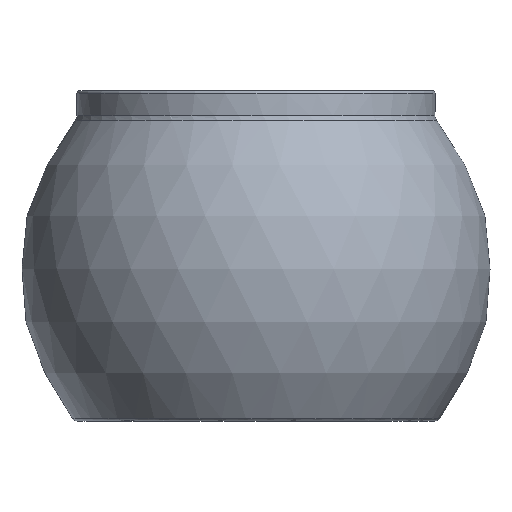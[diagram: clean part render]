
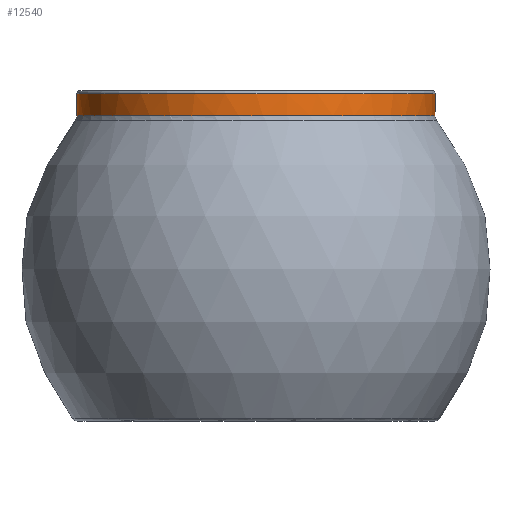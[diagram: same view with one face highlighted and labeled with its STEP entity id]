
A CAD part, front view. The second image highlights one B-rep face of the part: STEP entity #12540.
In plain terms, the highlighted cylindrical face has radius 12.896 mm (diameter 25.792 mm), a full revolution.
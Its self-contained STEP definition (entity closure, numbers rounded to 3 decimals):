
#3453 = ( BOUNDED_SURFACE() B_SPLINE_SURFACE(2,14,(
    (#3454,#3455,#3456,#3457,#3458,#3459,#3460,#3461,#3462,#3463,#3464
      ,#3465,#3466,#3467,#3468)
    ,(#3469,#3470,#3471,#3472,#3473,#3474,#3475,#3476,#3477,#3478,#3479
      ,#3480,#3481,#3482,#3483)
    ,(#3484,#3485,#3486,#3487,#3488,#3489,#3490,#3491,#3492,#3493,#3494
      ,#3495,#3496,#3497,#3498
)),.UNSPECIFIED.,.F.,.F.,.F.) B_SPLINE_SURFACE_WITH_KNOTS((3,3),(15,15),
  (0.,81.027),(0.,81.027),.PIECEWISE_BEZIER_KNOTS.) 
GEOMETRIC_REPRESENTATION_ITEM() RATIONAL_B_SPLINE_SURFACE((
    (1.,1.,1.,1.,1.,1.
      ,1.,1.,1.,1.
      ,1.,1.,1.,1.,1.)
    ,(0.94,0.94,0.94,0.94
      ,0.94,0.94,0.94,0.94
      ,0.94,0.94,0.94,0.94
      ,0.94,0.94,0.94)
    ,(1.,1.,1.,1.,1.,1.
      ,1.,1.,1.,1.
,1.,1.,1.,1.,1.
))) REPRESENTATION_ITEM('') SURFACE() );
#3454 = CARTESIAN_POINT('',(0.,13.012,21.862)
  );
#3455 = CARTESIAN_POINT('',(5.755,13.012,
    21.862));
#3456 = CARTESIAN_POINT('',(11.633,10.271,
    21.862));
#3457 = CARTESIAN_POINT('',(16.101,4.596,
    21.862));
#3458 = CARTESIAN_POINT('',(17.57,-3.145,
    21.862));
#3459 = CARTESIAN_POINT('',(14.663,-11.163,
    21.862));
#3460 = CARTESIAN_POINT('',(8.906,-16.542,
    21.862));
#3461 = CARTESIAN_POINT('',(0.,-19.945,21.862
    ));
#3462 = CARTESIAN_POINT('',(-8.906,-16.542,
    21.862));
#3463 = CARTESIAN_POINT('',(-14.663,-11.163,
    21.862));
#3464 = CARTESIAN_POINT('',(-17.57,-3.145,
    21.862));
#3465 = CARTESIAN_POINT('',(-16.101,4.596,
    21.862));
#3466 = CARTESIAN_POINT('',(-11.633,10.271,
    21.862));
#3467 = CARTESIAN_POINT('',(-5.755,13.012,
    21.862));
#3468 = CARTESIAN_POINT('',(0.,13.012,21.862)
  );
#3469 = CARTESIAN_POINT('',(0.,12.896,22.001));
#3470 = CARTESIAN_POINT('',(5.704,12.896,
    22.001));
#3471 = CARTESIAN_POINT('',(11.529,10.179,
    22.001));
#3472 = CARTESIAN_POINT('',(15.958,4.555,
    22.001));
#3473 = CARTESIAN_POINT('',(17.414,-3.117,
    22.001));
#3474 = CARTESIAN_POINT('',(14.532,-11.063,
    22.001));
#3475 = CARTESIAN_POINT('',(8.826,-16.394,
    22.001));
#3476 = CARTESIAN_POINT('',(0.,-19.767,22.001)
  );
#3477 = CARTESIAN_POINT('',(-8.826,-16.394,
    22.001));
#3478 = CARTESIAN_POINT('',(-14.532,-11.063,
    22.001));
#3479 = CARTESIAN_POINT('',(-17.414,-3.117,
    22.001));
#3480 = CARTESIAN_POINT('',(-15.958,4.555,22.001
    ));
#3481 = CARTESIAN_POINT('',(-11.529,10.179,
    22.001));
#3482 = CARTESIAN_POINT('',(-5.704,12.896,
    22.001));
#3483 = CARTESIAN_POINT('',(0.,12.896,22.001));
#3484 = CARTESIAN_POINT('',(0.,12.896,22.183)
  );
#3485 = CARTESIAN_POINT('',(5.704,12.896,
    22.183));
#3486 = CARTESIAN_POINT('',(11.529,10.179,
    22.183));
#3487 = CARTESIAN_POINT('',(15.958,4.555,
    22.183));
#3488 = CARTESIAN_POINT('',(17.414,-3.117,
    22.183));
#3489 = CARTESIAN_POINT('',(14.532,-11.063,
    22.183));
#3490 = CARTESIAN_POINT('',(8.826,-16.394,
    22.183));
#3491 = CARTESIAN_POINT('',(0.,-19.767,22.183
    ));
#3492 = CARTESIAN_POINT('',(-8.826,-16.394,
    22.183));
#3493 = CARTESIAN_POINT('',(-14.532,-11.063,
    22.183));
#3494 = CARTESIAN_POINT('',(-17.414,-3.117,
    22.183));
#3495 = CARTESIAN_POINT('',(-15.958,4.555,
    22.183));
#3496 = CARTESIAN_POINT('',(-11.529,10.179,
    22.183));
#3497 = CARTESIAN_POINT('',(-5.704,12.896,
    22.183));
#3498 = CARTESIAN_POINT('',(0.,12.896,22.183)
  );
#6264 = VERTEX_POINT('',#6265);
#6265 = CARTESIAN_POINT('',(0.,12.896,22.183));
#6286 = EDGE_CURVE('',#6264,#6264,#6287,.T.);
#6287 = SURFACE_CURVE('',#6288,(#6304,#6311),.PCURVE_S1.);
#6288 = ( BOUNDED_CURVE() B_SPLINE_CURVE(14,(#6289,#6290,#6291,#6292,
    #6293,#6294,#6295,#6296,#6297,#6298,#6299,#6300,#6301,#6302,#6303),
.UNSPECIFIED.,.T.,.F.) B_SPLINE_CURVE_WITH_KNOTS((15,15),(0.,
81.027),.PIECEWISE_BEZIER_KNOTS.) CURVE() 
GEOMETRIC_REPRESENTATION_ITEM() RATIONAL_B_SPLINE_CURVE((1.,1.,1.,
    1.,1.,1.,1.,
    1.,1.,1.,1.,
1.,1.,1.,1.)) REPRESENTATION_ITEM('') );
#6289 = CARTESIAN_POINT('',(0.,12.896,22.183)
  );
#6290 = CARTESIAN_POINT('',(5.704,12.896,
    22.183));
#6291 = CARTESIAN_POINT('',(11.529,10.179,
    22.183));
#6292 = CARTESIAN_POINT('',(15.958,4.555,
    22.183));
#6293 = CARTESIAN_POINT('',(17.414,-3.117,
    22.183));
#6294 = CARTESIAN_POINT('',(14.532,-11.063,
    22.183));
#6295 = CARTESIAN_POINT('',(8.826,-16.394,
    22.183));
#6296 = CARTESIAN_POINT('',(0.,-19.767,22.183
    ));
#6297 = CARTESIAN_POINT('',(-8.826,-16.394,
    22.183));
#6298 = CARTESIAN_POINT('',(-14.532,-11.063,
    22.183));
#6299 = CARTESIAN_POINT('',(-17.414,-3.117,
    22.183));
#6300 = CARTESIAN_POINT('',(-15.958,4.555,
    22.183));
#6301 = CARTESIAN_POINT('',(-11.529,10.179,
    22.183));
#6302 = CARTESIAN_POINT('',(-5.704,12.896,
    22.183));
#6303 = CARTESIAN_POINT('',(0.,12.896,22.183)
  );
#6304 = PCURVE('',#3453,#6305);
#6305 = DEFINITIONAL_REPRESENTATION('',(#6306),#6310);
#6306 = LINE('',#6307,#6308);
#6307 = CARTESIAN_POINT('',(81.027,0.));
#6308 = VECTOR('',#6309,1.);
#6309 = DIRECTION('',(0.,1.));
#6310 = ( GEOMETRIC_REPRESENTATION_CONTEXT(2) 
PARAMETRIC_REPRESENTATION_CONTEXT() REPRESENTATION_CONTEXT('2D SPACE',''
  ) );
#6311 = PCURVE('',#6312,#6317);
#6312 = CYLINDRICAL_SURFACE('',#6313,12.896);
#6313 = AXIS2_PLACEMENT_3D('',#6314,#6315,#6316);
#6314 = CARTESIAN_POINT('',(0.,0.,22.));
#6315 = DIRECTION('',(0.,0.,1.));
#6316 = DIRECTION('',(0.,1.,0.));
#6317 = DEFINITIONAL_REPRESENTATION('',(#6318),#6339);
#6318 = B_SPLINE_CURVE_WITH_KNOTS('',10,(#6319,#6320,#6321,#6322,#6323,
    #6324,#6325,#6326,#6327,#6328,#6329,#6330,#6331,#6332,#6333,#6334,
    #6335,#6336,#6337,#6338),.UNSPECIFIED.,.F.,.F.,(11,9,11),(0.,
    40.513,81.027),.UNSPECIFIED.);
#6319 = CARTESIAN_POINT('',(0.,0.183));
#6320 = CARTESIAN_POINT('',(-0.31,0.183));
#6321 = CARTESIAN_POINT('',(-0.624,0.183));
#6322 = CARTESIAN_POINT('',(-0.94,0.183));
#6323 = CARTESIAN_POINT('',(-1.256,0.183));
#6324 = CARTESIAN_POINT('',(-1.57,0.183));
#6325 = CARTESIAN_POINT('',(-1.885,0.183));
#6326 = CARTESIAN_POINT('',(-2.199,0.183));
#6327 = CARTESIAN_POINT('',(-2.513,0.183));
#6328 = CARTESIAN_POINT('',(-2.827,0.183));
#6329 = CARTESIAN_POINT('',(-3.456,0.183));
#6330 = CARTESIAN_POINT('',(-3.77,0.183));
#6331 = CARTESIAN_POINT('',(-4.084,0.183));
#6332 = CARTESIAN_POINT('',(-4.398,0.183));
#6333 = CARTESIAN_POINT('',(-4.713,0.183));
#6334 = CARTESIAN_POINT('',(-5.027,0.183));
#6335 = CARTESIAN_POINT('',(-5.343,0.183));
#6336 = CARTESIAN_POINT('',(-5.659,0.183));
#6337 = CARTESIAN_POINT('',(-5.974,0.183));
#6338 = CARTESIAN_POINT('',(-6.283,0.183));
#6339 = ( GEOMETRIC_REPRESENTATION_CONTEXT(2) 
PARAMETRIC_REPRESENTATION_CONTEXT() REPRESENTATION_CONTEXT('2D SPACE',''
  ) );
#10468 = TOROIDAL_SURFACE('',#10469,12.696,0.2);
#10469 = AXIS2_PLACEMENT_3D('',#10470,#10471,#10472);
#10470 = CARTESIAN_POINT('',(0.,0.,23.8));
#10471 = DIRECTION('',(0.,0.,-1.));
#10472 = DIRECTION('',(0.,1.,0.));
#12540 = ADVANCED_FACE('',(#12541),#6312,.T.);
#12541 = FACE_BOUND('',#12542,.F.);
#12542 = EDGE_LOOP('',(#12543,#12566,#12567,#12568));
#12543 = ORIENTED_EDGE('',*,*,#12544,.F.);
#12544 = EDGE_CURVE('',#6264,#12545,#12547,.T.);
#12545 = VERTEX_POINT('',#12546);
#12546 = CARTESIAN_POINT('',(0.,12.896,23.8));
#12547 = SEAM_CURVE('',#12548,(#12552,#12559),.PCURVE_S1.);
#12548 = LINE('',#12549,#12550);
#12549 = CARTESIAN_POINT('',(0.,12.896,22.));
#12550 = VECTOR('',#12551,1.);
#12551 = DIRECTION('',(0.,0.,1.));
#12552 = PCURVE('',#6312,#12553);
#12553 = DEFINITIONAL_REPRESENTATION('',(#12554),#12558);
#12554 = LINE('',#12555,#12556);
#12555 = CARTESIAN_POINT('',(-0.,0.));
#12556 = VECTOR('',#12557,1.);
#12557 = DIRECTION('',(-0.,1.));
#12558 = ( GEOMETRIC_REPRESENTATION_CONTEXT(2) 
PARAMETRIC_REPRESENTATION_CONTEXT() REPRESENTATION_CONTEXT('2D SPACE',''
  ) );
#12559 = PCURVE('',#6312,#12560);
#12560 = DEFINITIONAL_REPRESENTATION('',(#12561),#12565);
#12561 = LINE('',#12562,#12563);
#12562 = CARTESIAN_POINT('',(-6.283,0.));
#12563 = VECTOR('',#12564,1.);
#12564 = DIRECTION('',(-0.,1.));
#12565 = ( GEOMETRIC_REPRESENTATION_CONTEXT(2) 
PARAMETRIC_REPRESENTATION_CONTEXT() REPRESENTATION_CONTEXT('2D SPACE',''
  ) );
#12566 = ORIENTED_EDGE('',*,*,#6286,.T.);
#12567 = ORIENTED_EDGE('',*,*,#12544,.T.);
#12568 = ORIENTED_EDGE('',*,*,#12569,.F.);
#12569 = EDGE_CURVE('',#12545,#12545,#12570,.T.);
#12570 = SURFACE_CURVE('',#12571,(#12576,#12583),.PCURVE_S1.);
#12571 = CIRCLE('',#12572,12.896);
#12572 = AXIS2_PLACEMENT_3D('',#12573,#12574,#12575);
#12573 = CARTESIAN_POINT('',(0.,0.,23.8));
#12574 = DIRECTION('',(0.,0.,-1.));
#12575 = DIRECTION('',(0.,1.,0.));
#12576 = PCURVE('',#6312,#12577);
#12577 = DEFINITIONAL_REPRESENTATION('',(#12578),#12582);
#12578 = LINE('',#12579,#12580);
#12579 = CARTESIAN_POINT('',(0.,1.8));
#12580 = VECTOR('',#12581,1.);
#12581 = DIRECTION('',(-1.,0.));
#12582 = ( GEOMETRIC_REPRESENTATION_CONTEXT(2) 
PARAMETRIC_REPRESENTATION_CONTEXT() REPRESENTATION_CONTEXT('2D SPACE',''
  ) );
#12583 = PCURVE('',#10468,#12584);
#12584 = DEFINITIONAL_REPRESENTATION('',(#12585),#12589);
#12585 = LINE('',#12586,#12587);
#12586 = CARTESIAN_POINT('',(0.,6.283));
#12587 = VECTOR('',#12588,1.);
#12588 = DIRECTION('',(1.,0.));
#12589 = ( GEOMETRIC_REPRESENTATION_CONTEXT(2) 
PARAMETRIC_REPRESENTATION_CONTEXT() REPRESENTATION_CONTEXT('2D SPACE',''
  ) );
